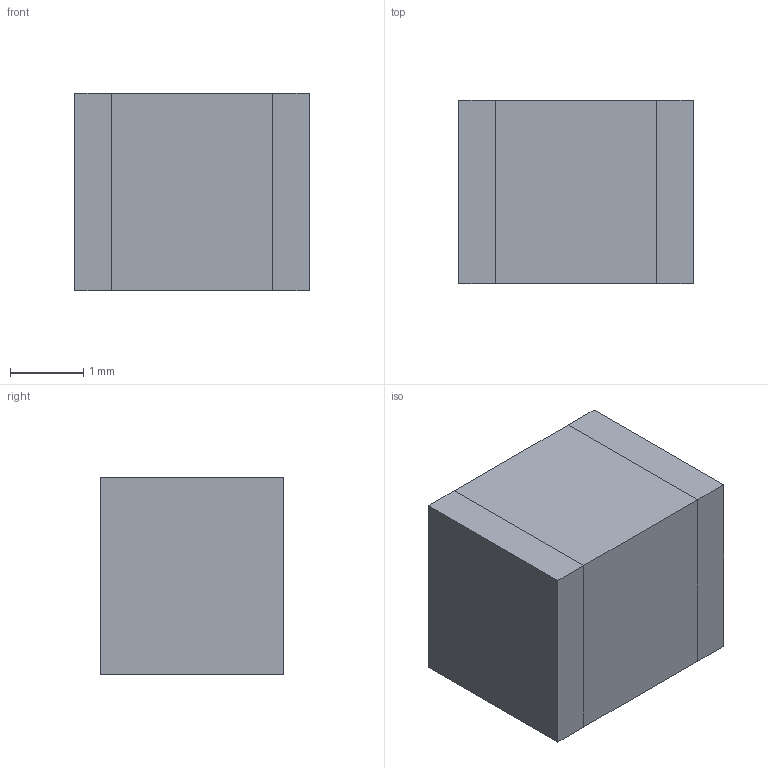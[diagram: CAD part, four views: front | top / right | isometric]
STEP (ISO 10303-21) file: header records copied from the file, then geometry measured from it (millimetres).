
FILE_DESCRIPTION (( 'STEP AP203' ), '1' );
FILE_NAME ('1210(CAP)_C121010U50V_Default_sldprt.STEP', '2016-06-02T17:05:43', ( 'Shusen Zhang' ), ( 'MathWorks' ), 'SwSTEP 2.0', 'SolidWorks 2015', '' );
FILE_SCHEMA (( 'CONFIG_CONTROL_DESIGN' ));
Length unit declared in the file: millimetre
Products named in the file (1): 1210(CAP)_C121010U50V_Default_sldprt
Bounding box: 3.2 x 2.5 x 2.7 mm (x, y, z)
Volume: 21.6 mm3; surface area: 46.8 mm2
Topology: 1 solids, 1 shells, 14 faces, 28 edges, 16 vertices
Faces by surface type: plane 14
Entity records: 425 total; most frequent: CARTESIAN_POINT 59, DIRECTION 58, ORIENTED_EDGE 56, EDGE_CURVE 28, LINE 28, VECTOR 28, VERTEX_POINT 16, AXIS2_PLACEMENT_3D 15
